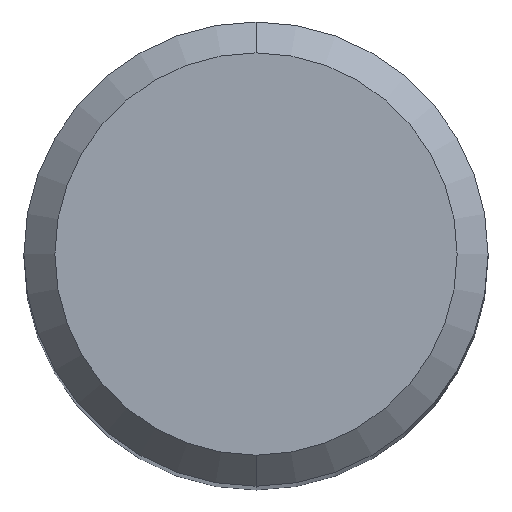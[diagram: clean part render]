
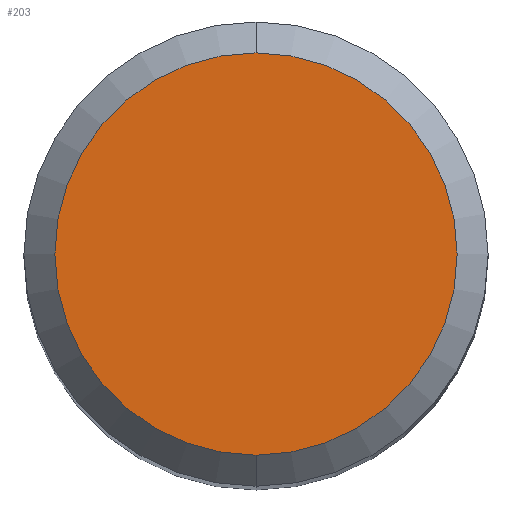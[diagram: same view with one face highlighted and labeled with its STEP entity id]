
A CAD part, top view. The second image highlights one B-rep face of the part: STEP entity #203.
In plain terms, the highlighted planar face has unit normal (0, 0, 1).
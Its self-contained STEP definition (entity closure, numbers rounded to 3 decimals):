
#203=ADVANCED_FACE('',(#522),#523,.T.);
#305=EDGE_CURVE('',#321,#393,#636,.T.);
#321=VERTEX_POINT('',#653);
#393=VERTEX_POINT('',#730);
#425=EDGE_CURVE('',#393,#321,#765,.T.);
#522=FACE_OUTER_BOUND('',#872,.T.);
#523=PLANE('',#873);
#636=CIRCLE('',#1149,2.6);
#653=CARTESIAN_POINT('',(0.,-2.6,0.0));
#730=CARTESIAN_POINT('',(0.0,2.6,0.0));
#765=CIRCLE('',#1409,2.6);
#872=EDGE_LOOP('',(#1515,#1516));
#873=AXIS2_PLACEMENT_3D('',#1517,#1518,#1519);
#1149=AXIS2_PLACEMENT_3D('',#1635,#1636,#1637);
#1409=AXIS2_PLACEMENT_3D('',#1756,#1757,#1758);
#1515=ORIENTED_EDGE('',*,*,#425,.F.);
#1516=ORIENTED_EDGE('',*,*,#305,.F.);
#1517=CARTESIAN_POINT('',(0.0,1.3,0.0));
#1518=DIRECTION('',(-0.0,0.0,1.0));
#1519=DIRECTION('',(0.0,-1.0,0.0));
#1635=CARTESIAN_POINT('',(0.0,0.0,0.0));
#1636=DIRECTION('',(0.0,0.0,-1.0));
#1637=DIRECTION('',(0.0,1.0,0.0));
#1756=CARTESIAN_POINT('',(0.0,0.0,0.0));
#1757=DIRECTION('',(0.0,0.0,-1.0));
#1758=DIRECTION('',(0.0,1.0,0.0));
